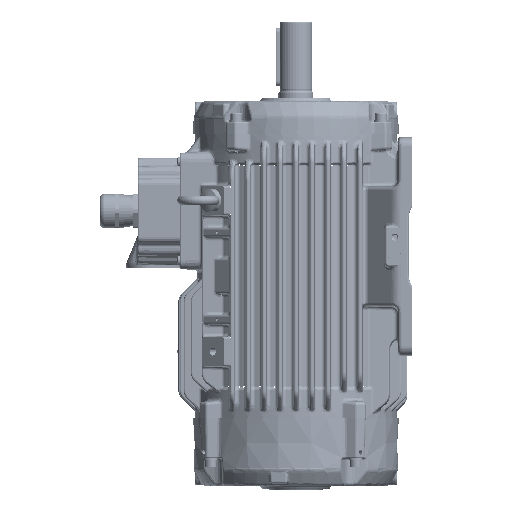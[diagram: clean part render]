
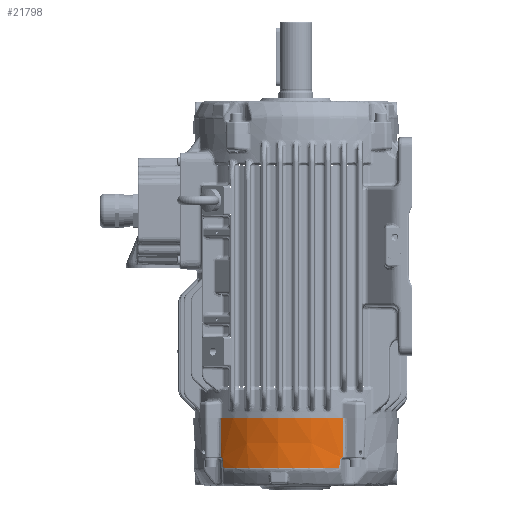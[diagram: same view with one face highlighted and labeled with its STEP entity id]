
A CAD part, left-side view. The second image highlights one B-rep face of the part: STEP entity #21798.
In plain terms, the highlighted conical face has half-angle 1 degrees and reference radius 88.5 mm.
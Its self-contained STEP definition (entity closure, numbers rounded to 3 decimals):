
#1118=CONICAL_SURFACE('',#88396,88.5,1.);
#7503=B_SPLINE_CURVE_WITH_KNOTS('',3,(#196484,#196485,#196486,#196487,#196488,
#196489,#196490),.UNSPECIFIED.,.F.,.F.,(4,3,4),(0.,0.855,1.),
 .UNSPECIFIED.);
#7506=B_SPLINE_CURVE_WITH_KNOTS('',3,(#196540,#196541,#196542,#196543,#196544,
#196545,#196546,#196547,#196548,#196549,#196550,#196551,#196552,#196553,
#196554,#196555,#196556,#196557,#196558,#196559,#196560,#196561,#196562),
 .UNSPECIFIED.,.F.,.F.,(4,1,1,1,1,1,1,1,1,1,1,1,1,1,1,1,1,1,1,1,4),(0.,
0.072,0.144,0.287,0.421,
0.484,0.545,0.602,0.656,
0.709,0.76,0.785,0.799,
0.812,0.84,0.869,0.9,
0.931,0.948,0.965,1.),.UNSPECIFIED.);
#7508=B_SPLINE_CURVE_WITH_KNOTS('',3,(#196706,#196707,#196708,#196709,#196710,
#196711,#196712,#196713,#196714,#196715),.UNSPECIFIED.,.F.,.F.,(4,2,2,2,
4),(0.,0.5,0.75,0.875,1.),
 .UNSPECIFIED.);
#7596=B_SPLINE_CURVE_WITH_KNOTS('',3,(#201018,#201019,#201020,#201021,#201022,
#201023,#201024),.UNSPECIFIED.,.F.,.F.,(4,3,4),(0.,0.216,1.),
 .UNSPECIFIED.);
#7651=B_SPLINE_CURVE_WITH_KNOTS('',3,(#201747,#201748,#201749,#201750,#201751,
#201752,#201753),.UNSPECIFIED.,.F.,.F.,(4,3,4),(0.,0.06,1.),
 .UNSPECIFIED.);
#7652=B_SPLINE_CURVE_WITH_KNOTS('',3,(#201754,#201755,#201756,#201757,#201758,
#201759,#201760,#201761,#201762,#201763,#201764,#201765,#201766,#201767,
#201768,#201769,#201770,#201771,#201772,#201773,#201774,#201775,#201776,
#201777,#201778,#201779),.UNSPECIFIED.,.F.,.F.,(4,2,2,2,2,2,2,2,2,2,2,2,
4),(0.,0.125,0.187,0.25,0.375,
0.437,0.5,0.625,0.75,
0.812,0.844,0.875,1.),.UNSPECIFIED.);
#21798=ADVANCED_FACE('',(#26936),#1118,.T.);
#26936=FACE_OUTER_BOUND('',#32163,.T.);
#32163=EDGE_LOOP('',(#54369,#54370,#54371,#54372,#54373,#54374,#54375,#54376));
#54369=ORIENTED_EDGE('',*,*,#74717,.F.);
#54370=ORIENTED_EDGE('',*,*,#75364,.T.);
#54371=ORIENTED_EDGE('',*,*,#75365,.T.);
#54372=ORIENTED_EDGE('',*,*,#74819,.T.);
#54373=ORIENTED_EDGE('',*,*,#75360,.T.);
#54374=ORIENTED_EDGE('',*,*,#74826,.T.);
#54375=ORIENTED_EDGE('',*,*,#74829,.T.);
#54376=ORIENTED_EDGE('',*,*,#75245,.T.);
#62825=VERTEX_POINT('',#195584);
#62826=VERTEX_POINT('',#195586);
#62883=VERTEX_POINT('',#196390);
#62888=VERTEX_POINT('',#196482);
#62890=VERTEX_POINT('',#196491);
#62892=VERTEX_POINT('',#196535);
#62893=VERTEX_POINT('',#196539);
#62895=VERTEX_POINT('',#196705);
#74717=EDGE_CURVE('',#62825,#62826,#80150,.T.);
#74819=EDGE_CURVE('',#62890,#62888,#7503,.T.);
#74826=EDGE_CURVE('',#62892,#62893,#7506,.T.);
#74829=EDGE_CURVE('',#62893,#62895,#7508,.T.);
#75245=EDGE_CURVE('',#62895,#62826,#7596,.T.);
#75360=EDGE_CURVE('',#62888,#62892,#80492,.T.);
#75364=EDGE_CURVE('',#62825,#62883,#7651,.T.);
#75365=EDGE_CURVE('',#62883,#62890,#7652,.T.);
#80150=CIRCLE('',#87826,88.5);
#80492=CIRCLE('',#88394,87.751);
#87826=AXIS2_PLACEMENT_3D('',#195585,#105376,#105377);
#88394=AXIS2_PLACEMENT_3D('',#201711,#106582,#106583);
#88396=AXIS2_PLACEMENT_3D('',#201780,#106586,#106587);
#105376=DIRECTION('',(0.,0.,1.));
#105377=DIRECTION('',(-1.,0.,0.));
#106582=DIRECTION('',(0.,0.,1.));
#106583=DIRECTION('',(1.,0.,0.));
#106586=DIRECTION('',(0.,0.,1.));
#106587=DIRECTION('',(1.,0.,0.));
#195584=CARTESIAN_POINT('',(-60.439,64.648,-281.));
#195585=CARTESIAN_POINT('',(0.,0.,-281.));
#195586=CARTESIAN_POINT('',(-78.905,-40.078,-281.));
#196390=CARTESIAN_POINT('',(-59.33,64.884,-314.227));
#196482=CARTESIAN_POINT('',(-61.846,62.253,-323.888));
#196484=CARTESIAN_POINT('',(-61.763,62.507,-316.878));
#196485=CARTESIAN_POINT('',(-61.787,62.435,-318.876));
#196486=CARTESIAN_POINT('',(-61.81,62.362,-320.875));
#196487=CARTESIAN_POINT('',(-61.834,62.29,-322.874));
#196488=CARTESIAN_POINT('',(-61.838,62.277,-323.212));
#196489=CARTESIAN_POINT('',(-61.842,62.265,-323.55));
#196490=CARTESIAN_POINT('',(-61.846,62.253,-323.888));
#196491=CARTESIAN_POINT('',(-61.763,62.507,-316.878));
#196535=CARTESIAN_POINT('',(-79.408,-37.346,-323.888));
#196539=CARTESIAN_POINT('',(-79.221,-38.06,-315.975));
#196540=CARTESIAN_POINT('',(-79.408,-37.346,-323.888));
#196541=CARTESIAN_POINT('',(-79.408,-37.354,-323.695));
#196542=CARTESIAN_POINT('',(-79.408,-37.368,-323.311));
#196543=CARTESIAN_POINT('',(-79.409,-37.398,-322.549));
#196544=CARTESIAN_POINT('',(-79.41,-37.434,-321.622));
#196545=CARTESIAN_POINT('',(-79.412,-37.468,-320.718));
#196546=CARTESIAN_POINT('',(-79.413,-37.493,-320.032));
#196547=CARTESIAN_POINT('',(-79.413,-37.511,-319.552));
#196548=CARTESIAN_POINT('',(-79.413,-37.531,-319.094));
#196549=CARTESIAN_POINT('',(-79.411,-37.554,-318.658));
#196550=CARTESIAN_POINT('',(-79.405,-37.583,-318.24));
#196551=CARTESIAN_POINT('',(-79.396,-37.615,-317.897));
#196552=CARTESIAN_POINT('',(-79.387,-37.645,-317.659));
#196553=CARTESIAN_POINT('',(-79.381,-37.662,-317.52));
#196554=CARTESIAN_POINT('',(-79.373,-37.685,-317.376));
#196555=CARTESIAN_POINT('',(-79.36,-37.721,-317.193));
#196556=CARTESIAN_POINT('',(-79.338,-37.775,-316.968));
#196557=CARTESIAN_POINT('',(-79.313,-37.838,-316.736));
#196558=CARTESIAN_POINT('',(-79.289,-37.895,-316.537));
#196559=CARTESIAN_POINT('',(-79.269,-37.944,-316.372));
#196560=CARTESIAN_POINT('',(-79.248,-37.996,-316.197));
#196561=CARTESIAN_POINT('',(-79.232,-38.034,-316.065));
#196562=CARTESIAN_POINT('',(-79.221,-38.06,-315.975));
#196705=CARTESIAN_POINT('',(-77.942,-40.68,-314.263));
#196706=CARTESIAN_POINT('',(-79.221,-38.06,-315.975));
#196707=CARTESIAN_POINT('',(-79.157,-38.216,-315.432));
#196708=CARTESIAN_POINT('',(-78.947,-38.667,-315.002));
#196709=CARTESIAN_POINT('',(-78.608,-39.364,-314.631));
#196710=CARTESIAN_POINT('',(-78.467,-39.649,-314.526));
#196711=CARTESIAN_POINT('',(-78.281,-40.019,-314.42));
#196712=CARTESIAN_POINT('',(-78.193,-40.192,-314.376));
#196713=CARTESIAN_POINT('',(-78.094,-40.385,-314.331));
#196714=CARTESIAN_POINT('',(-77.979,-40.608,-314.28));
#196715=CARTESIAN_POINT('',(-77.942,-40.68,-314.263));
#201018=CARTESIAN_POINT('',(-77.942,-40.68,-314.263));
#201019=CARTESIAN_POINT('',(-78.012,-40.637,-311.865));
#201020=CARTESIAN_POINT('',(-78.081,-40.594,-309.467));
#201021=CARTESIAN_POINT('',(-78.151,-40.551,-307.068));
#201022=CARTESIAN_POINT('',(-78.403,-40.395,-298.379));
#201023=CARTESIAN_POINT('',(-78.654,-40.237,-289.689));
#201024=CARTESIAN_POINT('',(-78.905,-40.078,-281.));
#201711=CARTESIAN_POINT('',(0.,0.,-323.888));
#201747=CARTESIAN_POINT('',(-60.439,64.648,-281.));
#201748=CARTESIAN_POINT('',(-60.416,64.653,-281.665));
#201749=CARTESIAN_POINT('',(-60.394,64.658,-282.33));
#201750=CARTESIAN_POINT('',(-60.372,64.663,-282.995));
#201751=CARTESIAN_POINT('',(-60.025,64.739,-293.406));
#201752=CARTESIAN_POINT('',(-59.677,64.812,-303.816));
#201753=CARTESIAN_POINT('',(-59.33,64.884,-314.227));
#201754=CARTESIAN_POINT('',(-59.33,64.884,-314.227));
#201755=CARTESIAN_POINT('',(-59.505,64.723,-314.251));
#201756=CARTESIAN_POINT('',(-59.656,64.583,-314.275));
#201757=CARTESIAN_POINT('',(-59.848,64.404,-314.31));
#201758=CARTESIAN_POINT('',(-59.906,64.35,-314.322));
#201759=CARTESIAN_POINT('',(-60.011,64.252,-314.345));
#201760=CARTESIAN_POINT('',(-60.028,64.236,-314.348));
#201761=CARTESIAN_POINT('',(-60.238,64.037,-314.406));
#201762=CARTESIAN_POINT('',(-60.369,63.913,-314.455));
#201763=CARTESIAN_POINT('',(-60.55,63.739,-314.543));
#201764=CARTESIAN_POINT('',(-60.609,63.683,-314.574));
#201765=CARTESIAN_POINT('',(-60.72,63.575,-314.642));
#201766=CARTESIAN_POINT('',(-60.753,63.543,-314.664));
#201767=CARTESIAN_POINT('',(-60.966,63.334,-314.827));
#201768=CARTESIAN_POINT('',(-61.092,63.209,-314.955));
#201769=CARTESIAN_POINT('',(-61.313,62.988,-315.253));
#201770=CARTESIAN_POINT('',(-61.39,62.91,-315.379));
#201771=CARTESIAN_POINT('',(-61.536,62.758,-315.727));
#201772=CARTESIAN_POINT('',(-61.576,62.717,-315.826));
#201773=CARTESIAN_POINT('',(-61.62,62.67,-315.948));
#201774=CARTESIAN_POINT('',(-61.633,62.657,-315.985));
#201775=CARTESIAN_POINT('',(-61.654,62.635,-316.05));
#201776=CARTESIAN_POINT('',(-61.652,62.637,-316.037));
#201777=CARTESIAN_POINT('',(-61.728,62.554,-316.359));
#201778=CARTESIAN_POINT('',(-61.76,62.516,-316.618));
#201779=CARTESIAN_POINT('',(-61.763,62.507,-316.878));
#201780=CARTESIAN_POINT('',(0.,0.,-281.));
